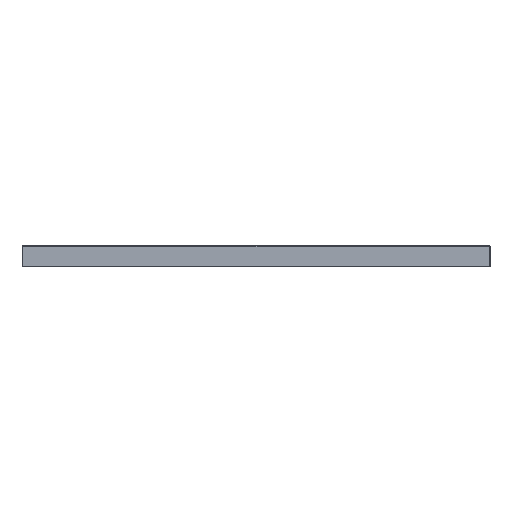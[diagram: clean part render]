
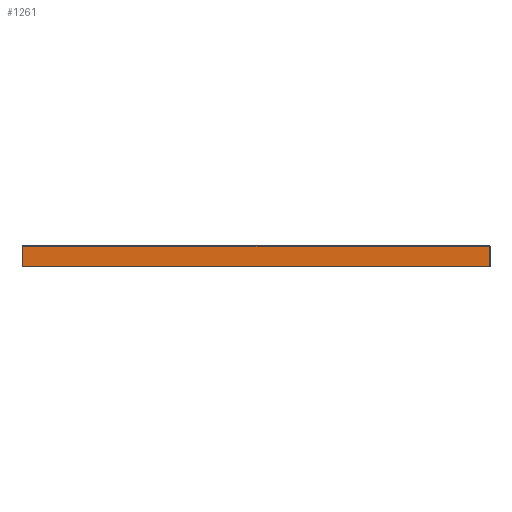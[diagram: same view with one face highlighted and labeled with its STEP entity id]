
A CAD part, left-side view. The second image highlights one B-rep face of the part: STEP entity #1261.
In plain terms, the highlighted planar face has unit normal (-1, 0, 0).
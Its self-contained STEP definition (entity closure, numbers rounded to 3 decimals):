
#333=PLANE('',#6765);
#468=LINE('',#23189,#864);
#469=LINE('',#23191,#865);
#470=LINE('',#23193,#866);
#864=VECTOR('',#7363,1.);
#865=VECTOR('',#7364,1.);
#866=VECTOR('',#7365,1.);
#1261=ADVANCED_FACE('',(#1773),#333,.T.);
#1773=FACE_OUTER_BOUND('',#2149,.T.);
#2149=EDGE_LOOP('',(#3030,#3031,#3032,#3033,#3034));
#3030=ORIENTED_EDGE('',*,*,#5622,.T.);
#3031=ORIENTED_EDGE('',*,*,#5623,.T.);
#3032=ORIENTED_EDGE('',*,*,#5624,.T.);
#3033=ORIENTED_EDGE('',*,*,#5625,.F.);
#3034=ORIENTED_EDGE('',*,*,#5626,.T.);
#4982=VERTEX_POINT('',#23161);
#4983=VERTEX_POINT('',#23162);
#4984=VERTEX_POINT('',#23188);
#4985=VERTEX_POINT('',#23190);
#4986=VERTEX_POINT('',#23192);
#5622=EDGE_CURVE('',#4982,#4983,#6573,.T.);
#5623=EDGE_CURVE('',#4983,#4984,#6574,.T.);
#5624=EDGE_CURVE('',#4984,#4985,#468,.T.);
#5625=EDGE_CURVE('',#4986,#4985,#469,.T.);
#5626=EDGE_CURVE('',#4986,#4982,#470,.T.);
#6573=B_SPLINE_CURVE_WITH_KNOTS('',3,(#23145,#23146,#23147,#23148,#23149,
#23150,#23151,#23152,#23153,#23154,#23155,#23156,#23157,#23158,#23159,#23160),
 .UNSPECIFIED.,.F.,.F.,(4,3,3,3,3,4),(0.,0.008,0.041,
0.172,0.697,1.),.UNSPECIFIED.);
#6574=B_SPLINE_CURVE_WITH_KNOTS('',3,(#23163,#23164,#23165,#23166,#23167,
#23168,#23169,#23170,#23171,#23172,#23173,#23174,#23175,#23176,#23177,#23178,
#23179,#23180,#23181,#23182,#23183,#23184,#23185,#23186,#23187),
 .UNSPECIFIED.,.F.,.F.,(4,3,3,3,3,3,3,3,4),(0.,0.007,0.033,
0.14,0.569,0.828,0.959,0.992,
1.),.UNSPECIFIED.);
#6765=AXIS2_PLACEMENT_3D('',#23194,#7366,#7367);
#7363=DIRECTION('',(0.,0.,-1.));
#7364=DIRECTION('',(0.,1.,0.));
#7365=DIRECTION('',(0.,0.,1.));
#7366=DIRECTION('',(-1.,0.,0.));
#7367=DIRECTION('',(0.,0.,1.));
#23145=CARTESIAN_POINT('',(-200.,-448.5,38.481));
#23146=CARTESIAN_POINT('',(-200.,-447.274,38.467));
#23147=CARTESIAN_POINT('',(-200.,-446.048,38.464));
#23148=CARTESIAN_POINT('',(-200.,-444.821,38.464));
#23149=CARTESIAN_POINT('',(-200.,-439.917,38.464));
#23150=CARTESIAN_POINT('',(-200.,-435.012,38.464));
#23151=CARTESIAN_POINT('',(-200.,-430.108,38.464));
#23152=CARTESIAN_POINT('',(-200.,-410.489,38.464));
#23153=CARTESIAN_POINT('',(-200.,-390.87,38.464));
#23154=CARTESIAN_POINT('',(-200.,-371.252,38.464));
#23155=CARTESIAN_POINT('',(-200.,-292.777,38.464));
#23156=CARTESIAN_POINT('',(-200.,-214.303,38.464));
#23157=CARTESIAN_POINT('',(-200.,-135.829,38.464));
#23158=CARTESIAN_POINT('',(-200.,-90.552,38.464));
#23159=CARTESIAN_POINT('',(-200.,-45.276,38.464));
#23160=CARTESIAN_POINT('',(-200.,0.,38.464));
#23161=CARTESIAN_POINT('',(-200.,-448.5,38.481));
#23162=CARTESIAN_POINT('',(-200.,0.,38.464));
#23163=CARTESIAN_POINT('',(-200.,0.,38.464));
#23164=CARTESIAN_POINT('',(-200.,1.,38.464));
#23165=CARTESIAN_POINT('',(-200.,2.,38.464));
#23166=CARTESIAN_POINT('',(-200.,3.,38.464));
#23167=CARTESIAN_POINT('',(-200.,7.,38.464));
#23168=CARTESIAN_POINT('',(-200.,11.,38.464));
#23169=CARTESIAN_POINT('',(-200.,15.,38.464));
#23170=CARTESIAN_POINT('',(-200.,31.,38.464));
#23171=CARTESIAN_POINT('',(-200.,47.,38.464));
#23172=CARTESIAN_POINT('',(-200.,63.,38.464));
#23173=CARTESIAN_POINT('',(-200.,127.,38.464));
#23174=CARTESIAN_POINT('',(-200.,191.,38.464));
#23175=CARTESIAN_POINT('',(-200.,255.,38.464));
#23176=CARTESIAN_POINT('',(-200.,293.751,38.464));
#23177=CARTESIAN_POINT('',(-200.,332.501,38.464));
#23178=CARTESIAN_POINT('',(-200.,371.252,38.464));
#23179=CARTESIAN_POINT('',(-200.,390.87,38.464));
#23180=CARTESIAN_POINT('',(-200.,410.489,38.464));
#23181=CARTESIAN_POINT('',(-200.,430.108,38.464));
#23182=CARTESIAN_POINT('',(-200.,435.012,38.464));
#23183=CARTESIAN_POINT('',(-200.,439.917,38.464));
#23184=CARTESIAN_POINT('',(-200.,444.821,38.464));
#23185=CARTESIAN_POINT('',(-200.,446.048,38.464));
#23186=CARTESIAN_POINT('',(-200.,447.274,38.467));
#23187=CARTESIAN_POINT('',(-200.,448.5,38.481));
#23188=CARTESIAN_POINT('',(-200.,448.5,38.481));
#23189=CARTESIAN_POINT('',(-200.,448.5,39.));
#23190=CARTESIAN_POINT('',(-200.,448.5,0.));
#23191=CARTESIAN_POINT('',(-200.,-450.,0.));
#23192=CARTESIAN_POINT('',(-200.,-448.5,0.));
#23193=CARTESIAN_POINT('',(-200.,-448.5,39.));
#23194=CARTESIAN_POINT('',(-200.,-450.,39.));
